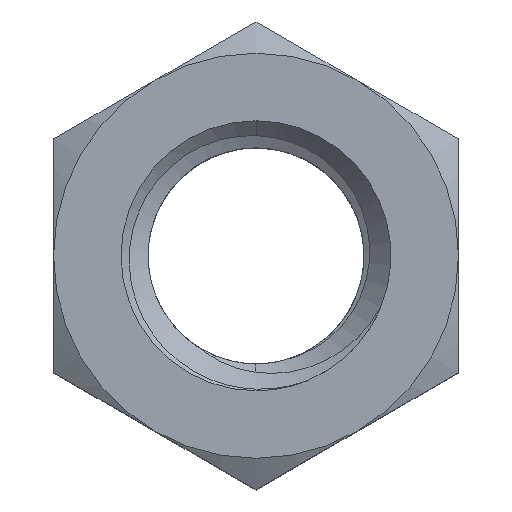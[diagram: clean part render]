
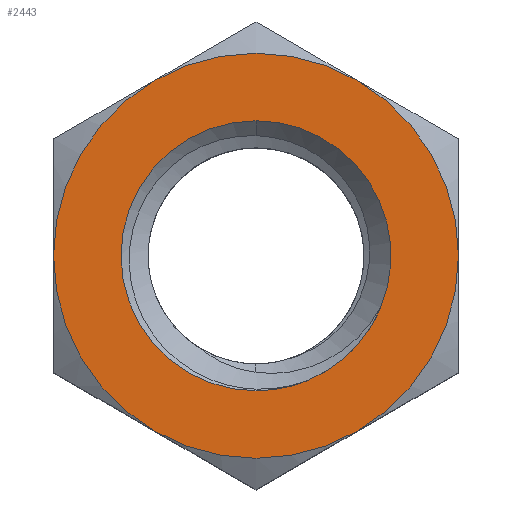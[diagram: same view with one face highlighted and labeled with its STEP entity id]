
A CAD part, top view. The second image highlights one B-rep face of the part: STEP entity #2443.
In plain terms, the highlighted planar face has unit normal (0, 0, 1).
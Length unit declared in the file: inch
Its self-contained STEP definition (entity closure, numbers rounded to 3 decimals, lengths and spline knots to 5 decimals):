
#19 = CARTESIAN_POINT ( 'NONE',  ( 0.1875, 0.32476, 0.21875 ) ) ;
#20 = FACE_OUTER_BOUND ( 'NONE', #2452, .T. ) ;
#70 = DIRECTION ( 'NONE',  ( 0., 0., 1. ) ) ;
#74 = VERTEX_POINT ( 'NONE', #2279 ) ;
#156 = DIRECTION ( 'NONE',  ( 1., 0., 0. ) ) ;
#170 = CARTESIAN_POINT ( 'NONE',  ( 0., 0., 0.21875 ) ) ;
#180 = CARTESIAN_POINT ( 'NONE',  ( 0., 0., 0.21875 ) ) ;
#209 = AXIS2_PLACEMENT_3D ( 'NONE', #2166, #1793, #156 ) ;
#243 = CARTESIAN_POINT ( 'NONE',  ( 0., 0., 0.21875 ) ) ;
#246 = VERTEX_POINT ( 'NONE', #2339 ) ;
#247 = FACE_BOUND ( 'NONE', #1215, .T. ) ;
#252 = EDGE_CURVE ( 'NONE', #2234, #1999, #1855, .T. ) ;
#256 = CIRCLE ( 'NONE', #2913, 0.375 ) ;
#275 = CARTESIAN_POINT ( 'NONE',  ( 0.09539, -0.23109, 0.21875 ) ) ;
#356 = CARTESIAN_POINT ( 'NONE',  ( -0.1875, -0.32476, 0.21875 ) ) ;
#424 = ORIENTED_EDGE ( 'NONE', *, *, #2674, .F. ) ;
#491 = CARTESIAN_POINT ( 'NONE',  ( 0., 0., 0.21875 ) ) ;
#515 = VERTEX_POINT ( 'NONE', #1264 ) ;
#537 = AXIS2_PLACEMENT_3D ( 'NONE', #243, #2102, #1573 ) ;
#552 = DIRECTION ( 'NONE',  ( 1., 0., 0. ) ) ;
#561 = VERTEX_POINT ( 'NONE', #2197 ) ;
#605 = ORIENTED_EDGE ( 'NONE', *, *, #859, .F. ) ;
#611 = CARTESIAN_POINT ( 'NONE',  ( -0.1875, 0.32476, 0.21875 ) ) ;
#690 = DIRECTION ( 'NONE',  ( 1., 0., 0. ) ) ;
#745 = EDGE_CURVE ( 'NONE', #246, #2531, #1716, .T. ) ;
#766 = DIRECTION ( 'NONE',  ( 0., 0., 1. ) ) ;
#830 = CIRCLE ( 'NONE', #874, 0.25 ) ;
#859 = EDGE_CURVE ( 'NONE', #515, #74, #830, .T. ) ;
#874 = AXIS2_PLACEMENT_3D ( 'NONE', #491, #940, #690 ) ;
#940 = DIRECTION ( 'NONE',  ( 0., 0., 1. ) ) ;
#953 = CARTESIAN_POINT ( 'NONE',  ( 0., 0., 0.21875 ) ) ;
#1005 = DIRECTION ( 'NONE',  ( 1., 0., 0. ) ) ;
#1043 = DIRECTION ( 'NONE',  ( 1., 0., 0. ) ) ;
#1067 = EDGE_CURVE ( 'NONE', #2531, #2234, #1475, .T. ) ;
#1122 = DIRECTION ( 'NONE',  ( 1., 0., 0. ) ) ;
#1215 = EDGE_LOOP ( 'NONE', ( #2828, #1490, #424, #605 ) ) ;
#1264 = CARTESIAN_POINT ( 'NONE',  ( 0.2308, -0.09607, 0.21875 ) ) ;
#1310 = CARTESIAN_POINT ( 'NONE',  ( 0., 0., 0.21875 ) ) ;
#1318 = DIRECTION ( 'NONE',  ( 0., 0., 1. ) ) ;
#1324 = CIRCLE ( 'NONE', #2858, 0.25 ) ;
#1340 = CARTESIAN_POINT ( 'NONE',  ( -0.375, 0.21651, 0.21875 ) ) ;
#1356 = CARTESIAN_POINT ( 'NONE',  ( -0.375, 0., 0.21875 ) ) ;
#1378 = ORIENTED_EDGE ( 'NONE', *, *, #1800, .T. ) ;
#1419 = AXIS2_PLACEMENT_3D ( 'NONE', #2886, #70, #1005 ) ;
#1451 = VERTEX_POINT ( 'NONE', #356 ) ;
#1456 = ORIENTED_EDGE ( 'NONE', *, *, #2656, .T. ) ;
#1475 = CIRCLE ( 'NONE', #1419, 0.375 ) ;
#1480 = AXIS2_PLACEMENT_3D ( 'NONE', #1340, #2482, #1797 ) ;
#1490 = ORIENTED_EDGE ( 'NONE', *, *, #2314, .F. ) ;
#1573 = DIRECTION ( 'NONE',  ( 1., 0., 0. ) ) ;
#1663 = VERTEX_POINT ( 'NONE', #275 ) ;
#1668 = CIRCLE ( 'NONE', #209, 0.25 ) ;
#1702 = CARTESIAN_POINT ( 'NONE',  ( 0., 0., 0.21875 ) ) ;
#1716 = CIRCLE ( 'NONE', #2353, 0.375 ) ;
#1719 = DIRECTION ( 'NONE',  ( 0., 0., 1. ) ) ;
#1753 = VERTEX_POINT ( 'NONE', #1356 ) ;
#1755 = DIRECTION ( 'NONE',  ( 0., 0., 1. ) ) ;
#1793 = DIRECTION ( 'NONE',  ( 0., 0., 1. ) ) ;
#1797 = DIRECTION ( 'NONE',  ( 1., 0., 0. ) ) ;
#1800 = EDGE_CURVE ( 'NONE', #1999, #1753, #2309, .T. ) ;
#1816 = AXIS2_PLACEMENT_3D ( 'NONE', #953, #2140, #552 ) ;
#1855 = CIRCLE ( 'NONE', #537, 0.375 ) ;
#1963 = AXIS2_PLACEMENT_3D ( 'NONE', #180, #1318, #1043 ) ;
#1999 = VERTEX_POINT ( 'NONE', #611 ) ;
#2010 = CARTESIAN_POINT ( 'NONE',  ( 0.375, 0., 0.21875 ) ) ;
#2021 = ORIENTED_EDGE ( 'NONE', *, *, #252, .T. ) ;
#2102 = DIRECTION ( 'NONE',  ( 0., 0., 1. ) ) ;
#2140 = DIRECTION ( 'NONE',  ( 0., 0., 1. ) ) ;
#2166 = CARTESIAN_POINT ( 'NONE',  ( 0., 0., 0.21875 ) ) ;
#2175 = DIRECTION ( 'NONE',  ( 1., 0., 0. ) ) ;
#2197 = CARTESIAN_POINT ( 'NONE',  ( 0., -0.25, 0.21875 ) ) ;
#2234 = VERTEX_POINT ( 'NONE', #19 ) ;
#2248 = ORIENTED_EDGE ( 'NONE', *, *, #2276, .T. ) ;
#2263 = DIRECTION ( 'NONE',  ( 1., 0., 0. ) ) ;
#2276 = EDGE_CURVE ( 'NONE', #1753, #1451, #256, .T. ) ;
#2279 = CARTESIAN_POINT ( 'NONE',  ( 0., 0.25, 0.21875 ) ) ;
#2309 = CIRCLE ( 'NONE', #2607, 0.375 ) ;
#2314 = EDGE_CURVE ( 'NONE', #561, #1663, #1668, .T. ) ;
#2339 = CARTESIAN_POINT ( 'NONE',  ( 0.1875, -0.32476, 0.21875 ) ) ;
#2353 = AXIS2_PLACEMENT_3D ( 'NONE', #1310, #2781, #2263 ) ;
#2435 = ORIENTED_EDGE ( 'NONE', *, *, #1067, .T. ) ;
#2443 = ADVANCED_FACE ( 'NONE', ( #247, #20 ), #2724, .T. ) ;
#2452 = EDGE_LOOP ( 'NONE', ( #2690, #2435, #2021, #1378, #2248, #1456 ) ) ;
#2482 = DIRECTION ( 'NONE',  ( 0., 0., 1. ) ) ;
#2507 = CIRCLE ( 'NONE', #1963, 0.25 ) ;
#2531 = VERTEX_POINT ( 'NONE', #2010 ) ;
#2607 = AXIS2_PLACEMENT_3D ( 'NONE', #2675, #1755, #1122 ) ;
#2656 = EDGE_CURVE ( 'NONE', #1451, #246, #2811, .T. ) ;
#2674 = EDGE_CURVE ( 'NONE', #74, #561, #1324, .T. ) ;
#2675 = CARTESIAN_POINT ( 'NONE',  ( 0., 0., 0.21875 ) ) ;
#2690 = ORIENTED_EDGE ( 'NONE', *, *, #745, .T. ) ;
#2724 = PLANE ( 'NONE',  #1480 ) ;
#2781 = DIRECTION ( 'NONE',  ( 0., 0., 1. ) ) ;
#2811 = CIRCLE ( 'NONE', #1816, 0.375 ) ;
#2828 = ORIENTED_EDGE ( 'NONE', *, *, #2944, .F. ) ;
#2858 = AXIS2_PLACEMENT_3D ( 'NONE', #1702, #1719, #2175 ) ;
#2886 = CARTESIAN_POINT ( 'NONE',  ( 0., 0., 0.21875 ) ) ;
#2913 = AXIS2_PLACEMENT_3D ( 'NONE', #170, #766, #2952 ) ;
#2944 = EDGE_CURVE ( 'NONE', #1663, #515, #2507, .T. ) ;
#2952 = DIRECTION ( 'NONE',  ( 1., 0., 0. ) ) ;
